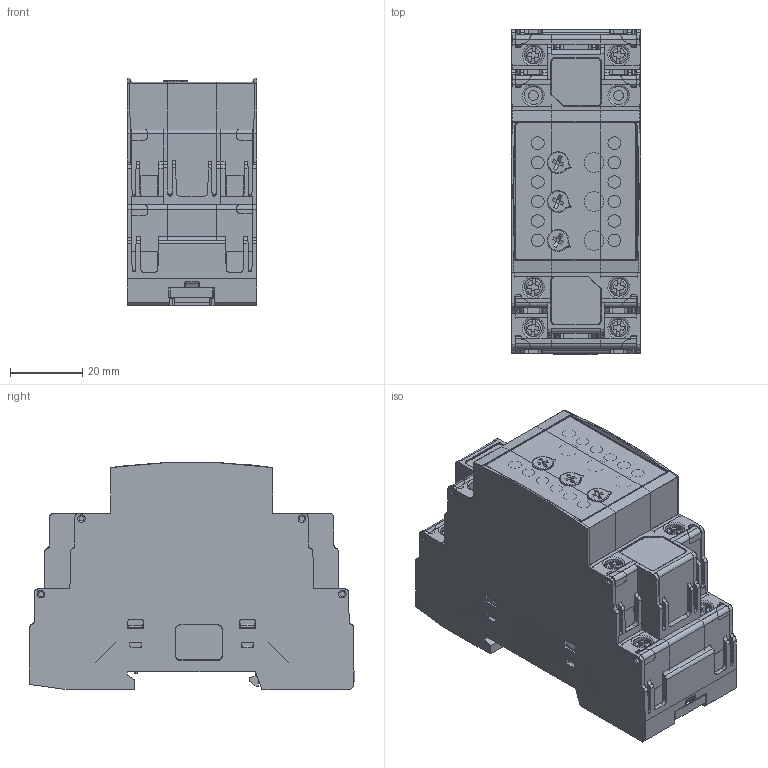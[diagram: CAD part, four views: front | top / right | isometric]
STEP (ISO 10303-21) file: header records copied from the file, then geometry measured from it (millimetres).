
FILE_DESCRIPTION(/* description */ (''),/* implementation_level */ '2;1');
FILE_NAME(/* name */ 'DUB72D724EX.stp',/* time_stamp */ '2017-10-09T14:18:26+02:00',/* author */ ('rtamburlin'),/* organization */ (''),/* preprocessor_version */ 'ST-DEVELOPER v16.5',/* originating_system */ 'Autodesk Inventor 2017',/* authorisation */ '');
FILE_SCHEMA (('AUTOMOTIVE_DESIGN { 1 0 10303 214 3 1 1 }'));
Products named in the file (1): DUB72D724EX_Shrinkwrap_1
Bounding box: 35.94 x 90.21 x 63.18 mm (x, y, z)
Surface area: 93612 mm2 (no closed solid volume)
Topology: 0 solids, 11 shells, 2833 faces, 7948 edges, 5099 vertices
Faces by surface type: plane 1841, cylinder 766, bspline 88, torus 54, sphere 46, cone 38
Full cylindrical faces by diameter (mm): 1.5 x8, 2 x3, 2.2 x1, 2.3 x6, 2.31 x3, 2.45 x6, 2.7 x8, 3 x6, 3.5 x12, 4.5 x3, 4.9 x6, 5.5 x9
Entity records: 94689 total; most frequent: CARTESIAN_POINT 18847, ORIENTED_EDGE 15548, DIRECTION 14797, EDGE_CURVE 7759, LINE 5655, VECTOR 5655, VERTEX_POINT 5064, AXIS2_PLACEMENT_3D 4571
